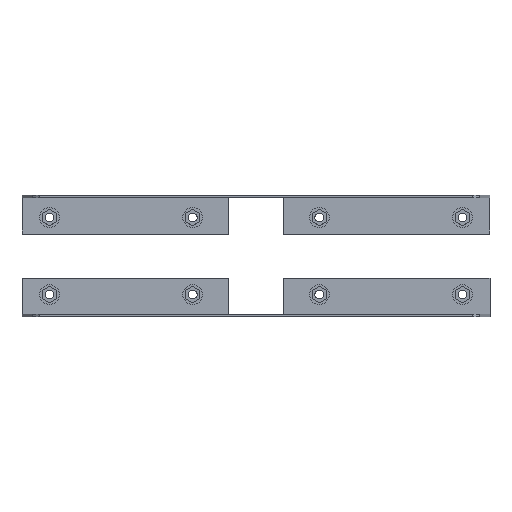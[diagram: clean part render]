
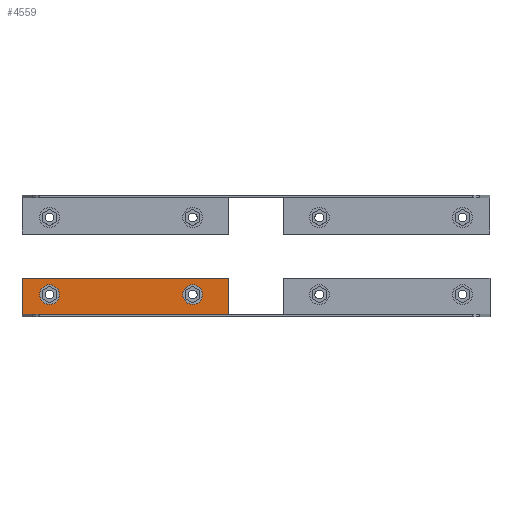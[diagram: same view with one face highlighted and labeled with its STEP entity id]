
A CAD part, top view. The second image highlights one B-rep face of the part: STEP entity #4559.
In plain terms, the highlighted planar face has unit normal (0, 0, 1).
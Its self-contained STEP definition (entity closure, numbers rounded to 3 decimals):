
#38 = VECTOR ( 'NONE', #2836, 1000. ) ;
#56 = LINE ( 'NONE', #3968, #847 ) ;
#64 = VERTEX_POINT ( 'NONE', #2250 ) ;
#66 = EDGE_LOOP ( 'NONE', ( #877, #1290, #184, #1510 ) ) ;
#89 = VERTEX_POINT ( 'NONE', #4953 ) ;
#147 = DIRECTION ( 'NONE',  ( 1., 0., 0. ) ) ;
#184 = ORIENTED_EDGE ( 'NONE', *, *, #2766, .T. ) ;
#282 = AXIS2_PLACEMENT_3D ( 'NONE', #4588, #1939, #646 ) ;
#607 = LINE ( 'NONE', #5173, #2060 ) ;
#646 = DIRECTION ( 'NONE',  ( 1., 0., 0. ) ) ;
#651 = EDGE_CURVE ( 'NONE', #1675, #64, #710, .T. ) ;
#694 = VECTOR ( 'NONE', #147, 1000. ) ;
#710 = CIRCLE ( 'NONE', #3015, 5.3 ) ;
#847 = VECTOR ( 'NONE', #2184, 1000. ) ;
#872 = DIRECTION ( 'NONE',  ( 1., 0., 0. ) ) ;
#877 = ORIENTED_EDGE ( 'NONE', *, *, #2371, .F. ) ;
#1058 = CARTESIAN_POINT ( 'NONE',  ( -192.8, 2.5, 2. ) ) ;
#1093 = ORIENTED_EDGE ( 'NONE', *, *, #3042, .F. ) ;
#1098 = CARTESIAN_POINT ( 'NONE',  ( -212.5, -15.5, 2. ) ) ;
#1162 = DIRECTION ( 'NONE',  ( 1., 0., 0. ) ) ;
#1212 = VERTEX_POINT ( 'NONE', #5174 ) ;
#1282 = DIRECTION ( 'NONE',  ( 0., 0., 1. ) ) ;
#1290 = ORIENTED_EDGE ( 'NONE', *, *, #1894, .F. ) ;
#1338 = DIRECTION ( 'NONE',  ( 0., 0., 1. ) ) ;
#1510 = ORIENTED_EDGE ( 'NONE', *, *, #4861, .T. ) ;
#1582 = CARTESIAN_POINT ( 'NONE',  ( -25., 17.5, 2. ) ) ;
#1675 = VERTEX_POINT ( 'NONE', #2124 ) ;
#1852 = AXIS2_PLACEMENT_3D ( 'NONE', #3071, #1338, #2236 ) ;
#1881 = LINE ( 'NONE', #4093, #694 ) ;
#1894 = EDGE_CURVE ( 'NONE', #2868, #2997, #607, .T. ) ;
#1902 = DIRECTION ( 'NONE',  ( 1., 0., 0. ) ) ;
#1935 = ORIENTED_EDGE ( 'NONE', *, *, #4887, .F. ) ;
#1939 = DIRECTION ( 'NONE',  ( 0., 0., 1. ) ) ;
#2048 = CARTESIAN_POINT ( 'NONE',  ( -25., 17.5, 2. ) ) ;
#2060 = VECTOR ( 'NONE', #1162, 1000. ) ;
#2124 = CARTESIAN_POINT ( 'NONE',  ( -52.2, 2.5, 2. ) ) ;
#2136 = ORIENTED_EDGE ( 'NONE', *, *, #651, .F. ) ;
#2157 = ORIENTED_EDGE ( 'NONE', *, *, #3085, .F. ) ;
#2184 = DIRECTION ( 'NONE',  ( 0., -1., 0. ) ) ;
#2236 = DIRECTION ( 'NONE',  ( 1., 0., 0. ) ) ;
#2250 = CARTESIAN_POINT ( 'NONE',  ( -62.8, 2.5, 2. ) ) ;
#2365 = VERTEX_POINT ( 'NONE', #1098 ) ;
#2371 = EDGE_CURVE ( 'NONE', #2997, #1212, #4661, .T. ) ;
#2484 = CIRCLE ( 'NONE', #4056, 5.3 ) ;
#2526 = VERTEX_POINT ( 'NONE', #1058 ) ;
#2534 = FACE_BOUND ( 'NONE', #5027, .T. ) ;
#2763 = CARTESIAN_POINT ( 'NONE',  ( -187.5, 2.5, 2. ) ) ;
#2766 = EDGE_CURVE ( 'NONE', #2868, #2365, #56, .T. ) ;
#2836 = DIRECTION ( 'NONE',  ( 0., -1., 0. ) ) ;
#2868 = VERTEX_POINT ( 'NONE', #5065 ) ;
#2968 = FACE_BOUND ( 'NONE', #4155, .T. ) ;
#2997 = VERTEX_POINT ( 'NONE', #1582 ) ;
#3015 = AXIS2_PLACEMENT_3D ( 'NONE', #4378, #4434, #872 ) ;
#3042 = EDGE_CURVE ( 'NONE', #89, #2526, #2484, .T. ) ;
#3071 = CARTESIAN_POINT ( 'NONE',  ( -57.5, 2.5, 2. ) ) ;
#3085 = EDGE_CURVE ( 'NONE', #64, #1675, #3139, .T. ) ;
#3139 = CIRCLE ( 'NONE', #1852, 5.3 ) ;
#3243 = FACE_OUTER_BOUND ( 'NONE', #66, .T. ) ;
#3703 = PLANE ( 'NONE',  #282 ) ;
#3918 = AXIS2_PLACEMENT_3D ( 'NONE', #2763, #4521, #1902 ) ;
#3960 = CARTESIAN_POINT ( 'NONE',  ( -187.5, 2.5, 2. ) ) ;
#3968 = CARTESIAN_POINT ( 'NONE',  ( -212.5, 17.5, 2. ) ) ;
#4056 = AXIS2_PLACEMENT_3D ( 'NONE', #3960, #1282, #4827 ) ;
#4093 = CARTESIAN_POINT ( 'NONE',  ( -212.5, -15.5, 2. ) ) ;
#4155 = EDGE_LOOP ( 'NONE', ( #1093, #1935 ) ) ;
#4378 = CARTESIAN_POINT ( 'NONE',  ( -57.5, 2.5, 2. ) ) ;
#4434 = DIRECTION ( 'NONE',  ( 0., 0., 1. ) ) ;
#4521 = DIRECTION ( 'NONE',  ( 0., 0., 1. ) ) ;
#4559 = ADVANCED_FACE ( 'NONE', ( #2968, #2534, #3243 ), #3703, .T. ) ;
#4588 = CARTESIAN_POINT ( 'NONE',  ( -212.5, 17.5, 2. ) ) ;
#4661 = LINE ( 'NONE', #2048, #38 ) ;
#4827 = DIRECTION ( 'NONE',  ( 1., 0., 0. ) ) ;
#4861 = EDGE_CURVE ( 'NONE', #2365, #1212, #1881, .T. ) ;
#4887 = EDGE_CURVE ( 'NONE', #2526, #89, #5022, .T. ) ;
#4953 = CARTESIAN_POINT ( 'NONE',  ( -182.2, 2.5, 2. ) ) ;
#5022 = CIRCLE ( 'NONE', #3918, 5.3 ) ;
#5027 = EDGE_LOOP ( 'NONE', ( #2136, #2157 ) ) ;
#5065 = CARTESIAN_POINT ( 'NONE',  ( -212.5, 17.5, 2. ) ) ;
#5173 = CARTESIAN_POINT ( 'NONE',  ( -212.5, 17.5, 2. ) ) ;
#5174 = CARTESIAN_POINT ( 'NONE',  ( -25., -15.5, 2. ) ) ;
